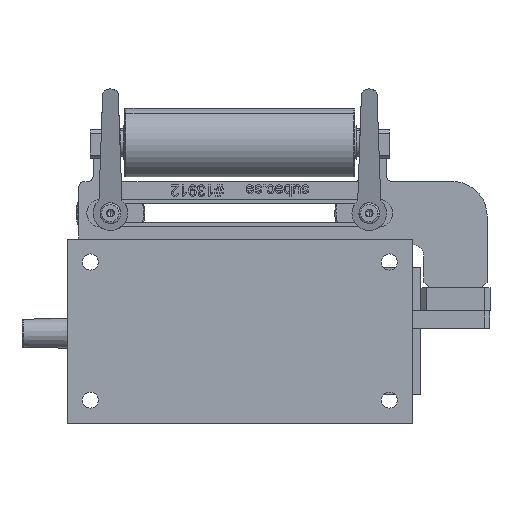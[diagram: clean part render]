
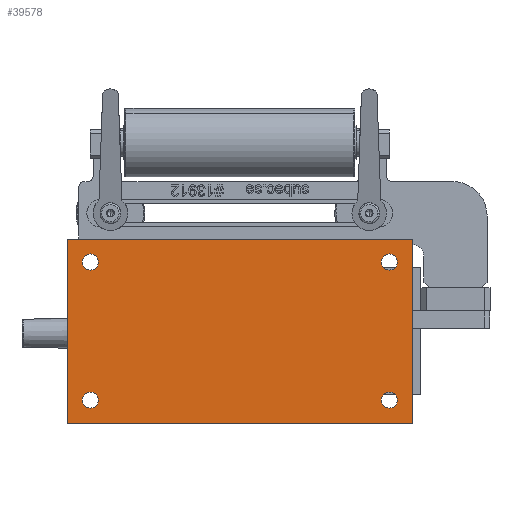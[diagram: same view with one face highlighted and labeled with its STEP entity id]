
A CAD part, front view. The second image highlights one B-rep face of the part: STEP entity #39578.
In plain terms, the highlighted planar face has unit normal (0, -1, 0).
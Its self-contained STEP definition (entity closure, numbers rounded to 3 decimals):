
#1 = ORIENTED_EDGE ( 'NONE', *, *, #25549, .F. ) ;
#402 = VECTOR ( 'NONE', #12021, 1000. ) ;
#1277 = EDGE_CURVE ( 'NONE', #6187, #33496, #14095, .T. ) ;
#1345 = DIRECTION ( 'NONE',  ( 0., 1., 0. ) ) ;
#1455 = LINE ( 'NONE', #39528, #41812 ) ;
#1557 = DIRECTION ( 'NONE',  ( 0., 1., 0. ) ) ;
#2403 = CARTESIAN_POINT ( 'NONE',  ( 150., 0., -80. ) ) ;
#2957 = VERTEX_POINT ( 'NONE', #19025 ) ;
#3478 = CARTESIAN_POINT ( 'NONE',  ( -130., 0., -67. ) ) ;
#4438 = FACE_BOUND ( 'NONE', #13961, .T. ) ;
#4750 = AXIS2_PLACEMENT_3D ( 'NONE', #9817, #16411, #22970 ) ;
#4777 = CARTESIAN_POINT ( 'NONE',  ( -150., 0., -80. ) ) ;
#5302 = CIRCLE ( 'NONE', #22672, 7. ) ;
#5682 = DIRECTION ( 'NONE',  ( 0., 1., 0. ) ) ;
#5824 = DIRECTION ( 'NONE',  ( 0., 0., -1. ) ) ;
#6187 = VERTEX_POINT ( 'NONE', #30378 ) ;
#6258 = ORIENTED_EDGE ( 'NONE', *, *, #28925, .F. ) ;
#7531 = ORIENTED_EDGE ( 'NONE', *, *, #19627, .T. ) ;
#7708 = AXIS2_PLACEMENT_3D ( 'NONE', #22653, #1557, #43250 ) ;
#7719 = ORIENTED_EDGE ( 'NONE', *, *, #36801, .T. ) ;
#8084 = FACE_OUTER_BOUND ( 'NONE', #28230, .T. ) ;
#9817 = CARTESIAN_POINT ( 'NONE',  ( -130., 0., -60. ) ) ;
#9915 = DIRECTION ( 'NONE',  ( 0., 0., 1. ) ) ;
#10397 = ORIENTED_EDGE ( 'NONE', *, *, #16423, .T. ) ;
#10891 = CARTESIAN_POINT ( 'NONE',  ( -130., 0., -60. ) ) ;
#11009 = CIRCLE ( 'NONE', #17546, 7. ) ;
#11255 = DIRECTION ( 'NONE',  ( 0., 1., 0. ) ) ;
#11282 = EDGE_LOOP ( 'NONE', ( #43186, #27198 ) ) ;
#12009 = EDGE_CURVE ( 'NONE', #43365, #16871, #22145, .T. ) ;
#12021 = DIRECTION ( 'NONE',  ( 1., 0., 0. ) ) ;
#12632 = LINE ( 'NONE', #2403, #41074 ) ;
#12697 = CARTESIAN_POINT ( 'NONE',  ( -150., 0., 80. ) ) ;
#12871 = DIRECTION ( 'NONE',  ( 0., 1., 0. ) ) ;
#13961 = EDGE_LOOP ( 'NONE', ( #7719, #42507 ) ) ;
#14095 = CIRCLE ( 'NONE', #19191, 7. ) ;
#14123 = VERTEX_POINT ( 'NONE', #19748 ) ;
#14286 = VERTEX_POINT ( 'NONE', #18826 ) ;
#15907 = EDGE_CURVE ( 'NONE', #16871, #43365, #11009, .T. ) ;
#16411 = DIRECTION ( 'NONE',  ( 0., 1., 0. ) ) ;
#16423 = EDGE_CURVE ( 'NONE', #14286, #14123, #21915, .T. ) ;
#16658 = VERTEX_POINT ( 'NONE', #27111 ) ;
#16727 = CARTESIAN_POINT ( 'NONE',  ( 130., 0., -60. ) ) ;
#16871 = VERTEX_POINT ( 'NONE', #3478 ) ;
#17365 = VERTEX_POINT ( 'NONE', #32580 ) ;
#17546 = AXIS2_PLACEMENT_3D ( 'NONE', #10891, #1345, #42575 ) ;
#18285 = FACE_BOUND ( 'NONE', #11282, .T. ) ;
#18826 = CARTESIAN_POINT ( 'NONE',  ( -130., 0., 67. ) ) ;
#19025 = CARTESIAN_POINT ( 'NONE',  ( 150., 0., -80. ) ) ;
#19191 = AXIS2_PLACEMENT_3D ( 'NONE', #16727, #12871, #9915 ) ;
#19627 = EDGE_CURVE ( 'NONE', #14123, #14286, #35847, .T. ) ;
#19748 = CARTESIAN_POINT ( 'NONE',  ( -130., 0., 53. ) ) ;
#20610 = CARTESIAN_POINT ( 'NONE',  ( 130., 0., 60. ) ) ;
#21907 = PLANE ( 'NONE',  #29739 ) ;
#21915 = CIRCLE ( 'NONE', #38502, 7. ) ;
#22009 = LINE ( 'NONE', #4777, #39594 ) ;
#22145 = CIRCLE ( 'NONE', #4750, 7. ) ;
#22439 = CARTESIAN_POINT ( 'NONE',  ( -150., 0., 80. ) ) ;
#22534 = EDGE_CURVE ( 'NONE', #36668, #17365, #43019, .T. ) ;
#22608 = DIRECTION ( 'NONE',  ( 0., 0., 1. ) ) ;
#22653 = CARTESIAN_POINT ( 'NONE',  ( 130., 0., 60. ) ) ;
#22672 = AXIS2_PLACEMENT_3D ( 'NONE', #28448, #11255, #25064 ) ;
#22683 = EDGE_LOOP ( 'NONE', ( #41140, #29196 ) ) ;
#22794 = DIRECTION ( 'NONE',  ( 0., 1., 0. ) ) ;
#22970 = DIRECTION ( 'NONE',  ( 0., 0., -1. ) ) ;
#23649 = CARTESIAN_POINT ( 'NONE',  ( 130., 0., -67. ) ) ;
#23804 = DIRECTION ( 'NONE',  ( 0., 0., 1. ) ) ;
#24239 = VERTEX_POINT ( 'NONE', #41898 ) ;
#24451 = DIRECTION ( 'NONE',  ( 0., 0., -1. ) ) ;
#25064 = DIRECTION ( 'NONE',  ( 0., 0., 1. ) ) ;
#25297 = FACE_BOUND ( 'NONE', #22683, .T. ) ;
#25549 = EDGE_CURVE ( 'NONE', #17365, #2957, #12632, .T. ) ;
#26222 = DIRECTION ( 'NONE',  ( 0., 1., 0. ) ) ;
#26467 = EDGE_CURVE ( 'NONE', #2957, #24239, #1455, .T. ) ;
#27111 = CARTESIAN_POINT ( 'NONE',  ( 130., 0., 67. ) ) ;
#27198 = ORIENTED_EDGE ( 'NONE', *, *, #15907, .T. ) ;
#27409 = DIRECTION ( 'NONE',  ( 0., 1., 0. ) ) ;
#28230 = EDGE_LOOP ( 'NONE', ( #6258, #28523, #1, #28538 ) ) ;
#28448 = CARTESIAN_POINT ( 'NONE',  ( 130., 0., -60. ) ) ;
#28523 = ORIENTED_EDGE ( 'NONE', *, *, #26467, .F. ) ;
#28538 = ORIENTED_EDGE ( 'NONE', *, *, #22534, .F. ) ;
#28683 = FACE_BOUND ( 'NONE', #35715, .T. ) ;
#28925 = EDGE_CURVE ( 'NONE', #24239, #36668, #22009, .T. ) ;
#29196 = ORIENTED_EDGE ( 'NONE', *, *, #44235, .T. ) ;
#29330 = DIRECTION ( 'NONE',  ( -1., 0., 0. ) ) ;
#29739 = AXIS2_PLACEMENT_3D ( 'NONE', #35935, #22794, #40657 ) ;
#29786 = CARTESIAN_POINT ( 'NONE',  ( 130., 0., 53. ) ) ;
#30322 = EDGE_CURVE ( 'NONE', #37431, #16658, #34467, .T. ) ;
#30378 = CARTESIAN_POINT ( 'NONE',  ( 130., 0., -53. ) ) ;
#32580 = CARTESIAN_POINT ( 'NONE',  ( 150., 0., 80. ) ) ;
#33240 = CARTESIAN_POINT ( 'NONE',  ( -130., 0., 60. ) ) ;
#33496 = VERTEX_POINT ( 'NONE', #23649 ) ;
#33533 = CARTESIAN_POINT ( 'NONE',  ( -130., 0., 60. ) ) ;
#34467 = CIRCLE ( 'NONE', #7708, 7. ) ;
#35493 = AXIS2_PLACEMENT_3D ( 'NONE', #20610, #27409, #24451 ) ;
#35715 = EDGE_LOOP ( 'NONE', ( #10397, #7531 ) ) ;
#35847 = CIRCLE ( 'NONE', #40914, 7. ) ;
#35935 = CARTESIAN_POINT ( 'NONE',  ( 0., 0., 0. ) ) ;
#36668 = VERTEX_POINT ( 'NONE', #12697 ) ;
#36801 = EDGE_CURVE ( 'NONE', #16658, #37431, #42729, .T. ) ;
#37431 = VERTEX_POINT ( 'NONE', #29786 ) ;
#38502 = AXIS2_PLACEMENT_3D ( 'NONE', #33240, #26222, #22608 ) ;
#39528 = CARTESIAN_POINT ( 'NONE',  ( -150., 0., -80. ) ) ;
#39578 = ADVANCED_FACE ( 'NONE', ( #4438, #28683, #18285, #25297, #8084 ), #21907, .F. ) ;
#39594 = VECTOR ( 'NONE', #42136, 1000. ) ;
#40657 = DIRECTION ( 'NONE',  ( 0., 0., 1. ) ) ;
#40914 = AXIS2_PLACEMENT_3D ( 'NONE', #33533, #5682, #23804 ) ;
#41074 = VECTOR ( 'NONE', #5824, 1000. ) ;
#41140 = ORIENTED_EDGE ( 'NONE', *, *, #1277, .T. ) ;
#41812 = VECTOR ( 'NONE', #29330, 1000. ) ;
#41898 = CARTESIAN_POINT ( 'NONE',  ( -150., 0., -80. ) ) ;
#42136 = DIRECTION ( 'NONE',  ( 0., 0., 1. ) ) ;
#42432 = CARTESIAN_POINT ( 'NONE',  ( -130., 0., -53. ) ) ;
#42507 = ORIENTED_EDGE ( 'NONE', *, *, #30322, .T. ) ;
#42575 = DIRECTION ( 'NONE',  ( 0., 0., -1. ) ) ;
#42729 = CIRCLE ( 'NONE', #35493, 7. ) ;
#43019 = LINE ( 'NONE', #22439, #402 ) ;
#43186 = ORIENTED_EDGE ( 'NONE', *, *, #12009, .T. ) ;
#43250 = DIRECTION ( 'NONE',  ( 0., 0., -1. ) ) ;
#43365 = VERTEX_POINT ( 'NONE', #42432 ) ;
#44235 = EDGE_CURVE ( 'NONE', #33496, #6187, #5302, .T. ) ;
